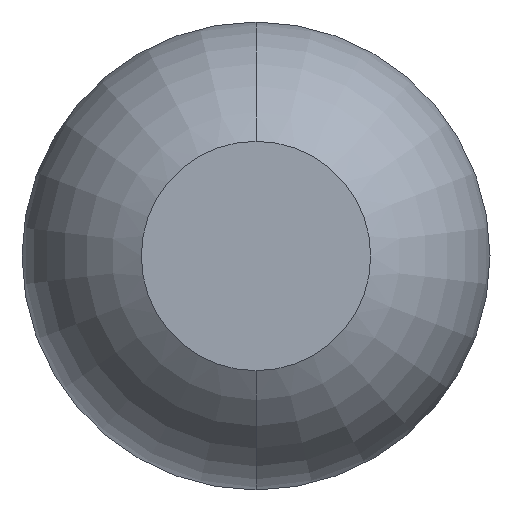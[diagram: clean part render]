
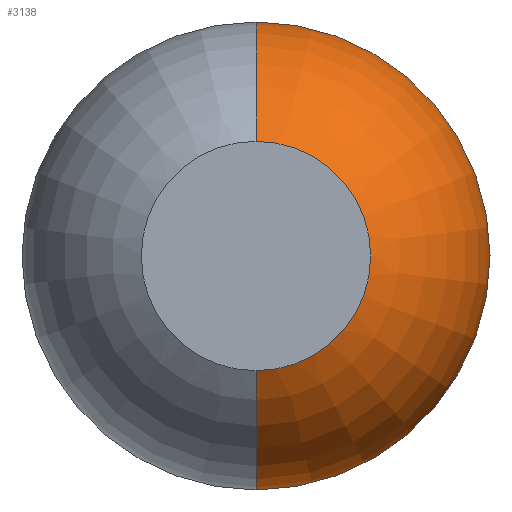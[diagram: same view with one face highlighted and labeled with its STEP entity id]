
A CAD part, front view. The second image highlights one B-rep face of the part: STEP entity #3138.
In plain terms, the highlighted toroidal (fillet/blend) face has major radius 0.01 mm and minor radius 0.5 mm.
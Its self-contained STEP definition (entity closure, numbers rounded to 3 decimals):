
#19 = CIRCLE ( 'NONE', #1091, 0.5 ) ;
#21 = DIRECTION ( 'NONE',  ( 0., 0., -1. ) ) ;
#95 = EDGE_LOOP ( 'NONE', ( #1105, #3962, #2418, #1021 ) ) ;
#247 = DIRECTION ( 'NONE',  ( 0., 0., 1. ) ) ;
#329 = AXIS2_PLACEMENT_3D ( 'NONE', #2463, #2722, #21 ) ;
#523 = EDGE_CURVE ( 'NONE', #1814, #3488, #596, .T. ) ;
#596 = CIRCLE ( 'NONE', #2103, 0.5 ) ;
#686 = CARTESIAN_POINT ( 'NONE',  ( 0., -30.4, 0.25 ) ) ;
#719 = CARTESIAN_POINT ( 'NONE',  ( 0., -29.961, -0.51 ) ) ;
#842 = CIRCLE ( 'NONE', #1971, 0.51 ) ;
#972 = CARTESIAN_POINT ( 'NONE',  ( 0., -30.4, -0.25 ) ) ;
#1021 = ORIENTED_EDGE ( 'NONE', *, *, #523, .F. ) ;
#1091 = AXIS2_PLACEMENT_3D ( 'NONE', #3147, #1608, #2192 ) ;
#1105 = ORIENTED_EDGE ( 'NONE', *, *, #3512, .F. ) ;
#1142 = VERTEX_POINT ( 'NONE', #972 ) ;
#1263 = TOROIDAL_SURFACE ( 'NONE', #1844, 0.01, 0.5 ) ;
#1304 = VERTEX_POINT ( 'NONE', #719 ) ;
#1354 = CIRCLE ( 'NONE', #329, 0.25 ) ;
#1436 = CARTESIAN_POINT ( 'NONE',  ( 0., -29.961, 0.51 ) ) ;
#1496 = DIRECTION ( 'NONE',  ( 0., 0., 1. ) ) ;
#1608 = DIRECTION ( 'NONE',  ( 1., 0., 0. ) ) ;
#1759 = DIRECTION ( 'NONE',  ( 0., 1., 0. ) ) ;
#1814 = VERTEX_POINT ( 'NONE', #686 ) ;
#1844 = AXIS2_PLACEMENT_3D ( 'NONE', #2787, #2750, #2761 ) ;
#1971 = AXIS2_PLACEMENT_3D ( 'NONE', #2710, #1759, #1496 ) ;
#2103 = AXIS2_PLACEMENT_3D ( 'NONE', #2391, #2700, #247 ) ;
#2192 = DIRECTION ( 'NONE',  ( 0., 0., -1. ) ) ;
#2391 = CARTESIAN_POINT ( 'NONE',  ( 0., -29.961, 0.01 ) ) ;
#2418 = ORIENTED_EDGE ( 'NONE', *, *, #3052, .F. ) ;
#2463 = CARTESIAN_POINT ( 'NONE',  ( 0., -30.4, 0. ) ) ;
#2700 = DIRECTION ( 'NONE',  ( -1., 0., 0. ) ) ;
#2710 = CARTESIAN_POINT ( 'NONE',  ( 0., -29.961, 0. ) ) ;
#2722 = DIRECTION ( 'NONE',  ( 0., -1., 0. ) ) ;
#2750 = DIRECTION ( 'NONE',  ( 0., 1., 0. ) ) ;
#2761 = DIRECTION ( 'NONE',  ( 0., 0., 1. ) ) ;
#2787 = CARTESIAN_POINT ( 'NONE',  ( 0., -29.961, 0. ) ) ;
#3052 = EDGE_CURVE ( 'Defeature ausgef�hrt1_6+Defeature ausgef�hrt1_5+Defeature ausgef�hrt1_5+Defeature ausgef�hrt1_5', #3488, #1304, #842, .T. ) ;
#3136 = FACE_OUTER_BOUND ( 'NONE', #95, .T. ) ;
#3138 = ADVANCED_FACE ( 'Defeature ausgef�hrt1_5', ( #3136 ), #1263, .T. ) ;
#3147 = CARTESIAN_POINT ( 'NONE',  ( 0., -29.961, -0.01 ) ) ;
#3488 = VERTEX_POINT ( 'NONE', #1436 ) ;
#3512 = EDGE_CURVE ( 'Defeature ausgef�hrt1_13+Defeature ausgef�hrt1_5+Defeature ausgef�hrt1_5+Defeature ausgef�hrt1_5', #1142, #1814, #1354, .T. ) ;
#3738 = EDGE_CURVE ( 'NONE', #1142, #1304, #19, .T. ) ;
#3962 = ORIENTED_EDGE ( 'NONE', *, *, #3738, .T. ) ;
